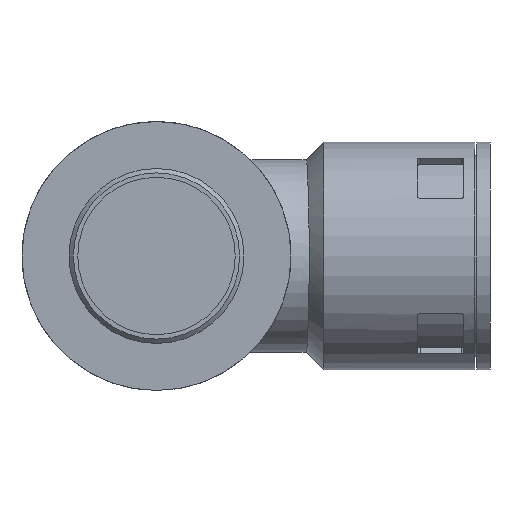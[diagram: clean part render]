
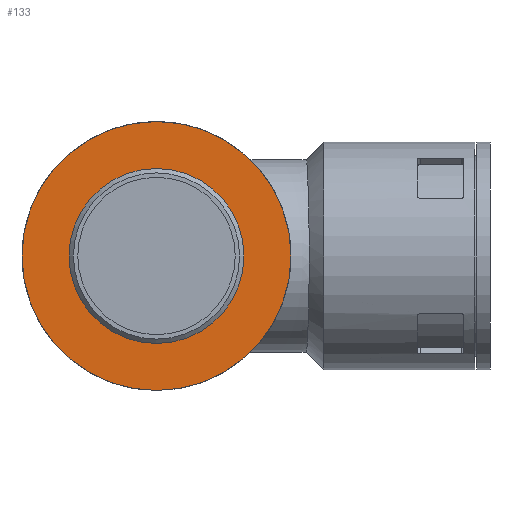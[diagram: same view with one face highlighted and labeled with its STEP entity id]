
A CAD part, front view. The second image highlights one B-rep face of the part: STEP entity #133.
In plain terms, the highlighted planar face has unit normal (0, -1, 0).
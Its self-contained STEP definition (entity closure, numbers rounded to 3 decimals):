
#133 = ADVANCED_FACE( '', ( #273, #274 ), #275, .F. );
#273 = FACE_BOUND( '', #418, .T. );
#274 = FACE_OUTER_BOUND( '', #419, .T. );
#275 = PLANE( '', #420 );
#418 = EDGE_LOOP( '', ( #842 ) );
#419 = EDGE_LOOP( '', ( #843 ) );
#420 = AXIS2_PLACEMENT_3D( '', #844, #845, #846 );
#842 = ORIENTED_EDGE( '', *, *, #922, .F. );
#843 = ORIENTED_EDGE( '', *, *, #990, .F. );
#844 = CARTESIAN_POINT( '', ( 7.25, 8.5, 0. ) );
#845 = DIRECTION( '', ( 0., 1., 0. ) );
#846 = DIRECTION( '', ( 0., 0., 1. ) );
#922 = EDGE_CURVE( '', #1103, #1103, #1104, .F. );
#990 = EDGE_CURVE( '', #1207, #1207, #1208, .T. );
#1103 = VERTEX_POINT( '', #1587 );
#1104 = CIRCLE( '', #1588, 20. );
#1207 = VERTEX_POINT( '', #1886 );
#1208 = CIRCLE( '', #1887, 30.75 );
#1587 = CARTESIAN_POINT( '', ( 7.25, 8.5, 20. ) );
#1588 = AXIS2_PLACEMENT_3D( '', #1954, #1955, #1956 );
#1886 = CARTESIAN_POINT( '', ( 7.25, 8.5, 30.75 ) );
#1887 = AXIS2_PLACEMENT_3D( '', #2050, #2051, #2052 );
#1954 = CARTESIAN_POINT( '', ( 7.25, 8.5, 0. ) );
#1955 = DIRECTION( '', ( 0., 1., 0. ) );
#1956 = DIRECTION( '', ( 0., 0., 1. ) );
#2050 = CARTESIAN_POINT( '', ( 7.25, 8.5, 0. ) );
#2051 = DIRECTION( '', ( 0., 1., 0. ) );
#2052 = DIRECTION( '', ( 0., 0., 1. ) );
